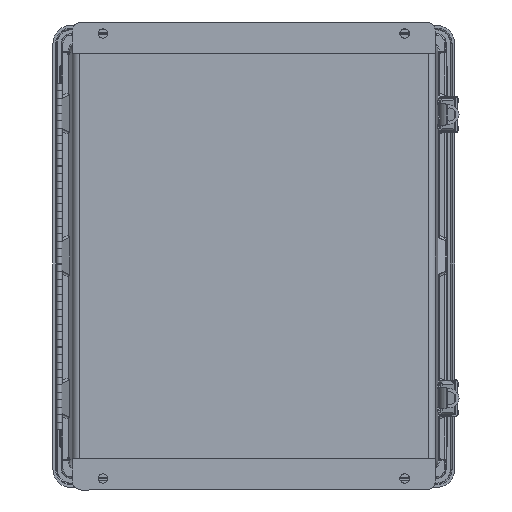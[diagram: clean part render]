
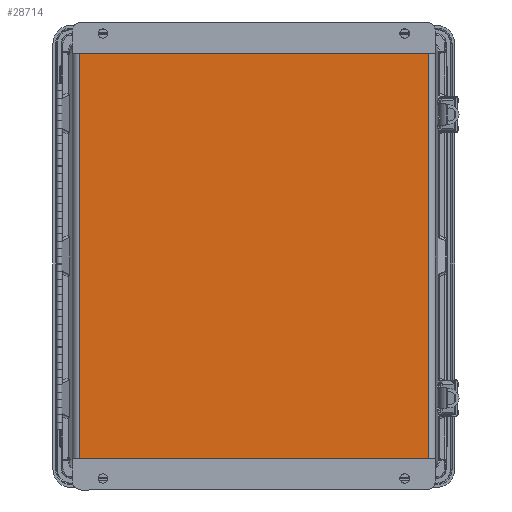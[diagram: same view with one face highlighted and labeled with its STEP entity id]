
A CAD part, front view. The second image highlights one B-rep face of the part: STEP entity #28714.
In plain terms, the highlighted planar face has unit normal (0, -1, 0).
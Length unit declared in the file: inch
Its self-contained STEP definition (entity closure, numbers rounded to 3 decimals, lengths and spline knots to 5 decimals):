
#1009 = VECTOR ( 'NONE', #2620, 39.37008 ) ;
#2486 = VERTEX_POINT ( 'NONE', #9934 ) ;
#2620 = DIRECTION ( 'NONE',  ( 0., 0., 1. ) ) ;
#3133 = CARTESIAN_POINT ( 'NONE',  ( -5.78771, 0.05906, -1.04331 ) ) ;
#4166 = ORIENTED_EDGE ( 'NONE', *, *, #25314, .F. ) ;
#4859 = CARTESIAN_POINT ( 'NONE',  ( 6.11811, 0.05906, -14.4685 ) ) ;
#5406 = VERTEX_POINT ( 'NONE', #9859 ) ;
#7465 = FACE_OUTER_BOUND ( 'NONE', #9096, .T. ) ;
#7704 = LINE ( 'NONE', #3133, #1009 ) ;
#8836 = PLANE ( 'NONE',  #30360 ) ;
#9096 = EDGE_LOOP ( 'NONE', ( #4166, #11213, #29996, #35491 ) ) ;
#9643 = CARTESIAN_POINT ( 'NONE',  ( 5.78771, 0.05906, -14.4685 ) ) ;
#9859 = CARTESIAN_POINT ( 'NONE',  ( -5.78771, 0.05906, -1.04331 ) ) ;
#9934 = CARTESIAN_POINT ( 'NONE',  ( 5.78771, 0.05906, -1.04331 ) ) ;
#10175 = LINE ( 'NONE', #16896, #17689 ) ;
#10313 = EDGE_CURVE ( 'NONE', #29177, #23631, #18133, .T. ) ;
#11213 = ORIENTED_EDGE ( 'NONE', *, *, #10313, .F. ) ;
#14097 = CARTESIAN_POINT ( 'NONE',  ( 6.11811, 0.05906, -1.04331 ) ) ;
#16896 = CARTESIAN_POINT ( 'NONE',  ( 5.78771, 0.05906, -1.04331 ) ) ;
#17689 = VECTOR ( 'NONE', #33894, 39.37008 ) ;
#18005 = CARTESIAN_POINT ( 'NONE',  ( -5.78771, 0.05906, -14.4685 ) ) ;
#18133 = LINE ( 'NONE', #4859, #19044 ) ;
#19044 = VECTOR ( 'NONE', #24698, 39.37008 ) ;
#20124 = DIRECTION ( 'NONE',  ( 0., 1., 0. ) ) ;
#22966 = CARTESIAN_POINT ( 'NONE',  ( 6.11811, 0.05906, -1.04331 ) ) ;
#23631 = VERTEX_POINT ( 'NONE', #18005 ) ;
#24698 = DIRECTION ( 'NONE',  ( -1., 0., 0. ) ) ;
#25314 = EDGE_CURVE ( 'NONE', #23631, #5406, #7704, .T. ) ;
#28140 = EDGE_CURVE ( 'NONE', #29177, #2486, #10175, .T. ) ;
#28606 = DIRECTION ( 'NONE',  ( 0., 0., 1. ) ) ;
#28714 = ADVANCED_FACE ( 'NONE', ( #7465 ), #8836, .F. ) ;
#29177 = VERTEX_POINT ( 'NONE', #9643 ) ;
#29996 = ORIENTED_EDGE ( 'NONE', *, *, #28140, .T. ) ;
#30360 = AXIS2_PLACEMENT_3D ( 'NONE', #22966, #20124, #28606 ) ;
#30581 = EDGE_CURVE ( 'NONE', #2486, #5406, #36826, .T. ) ;
#31074 = DIRECTION ( 'NONE',  ( -1., 0., 0. ) ) ;
#33894 = DIRECTION ( 'NONE',  ( 0., 0., 1. ) ) ;
#35047 = VECTOR ( 'NONE', #31074, 39.37008 ) ;
#35491 = ORIENTED_EDGE ( 'NONE', *, *, #30581, .T. ) ;
#36826 = LINE ( 'NONE', #14097, #35047 ) ;
